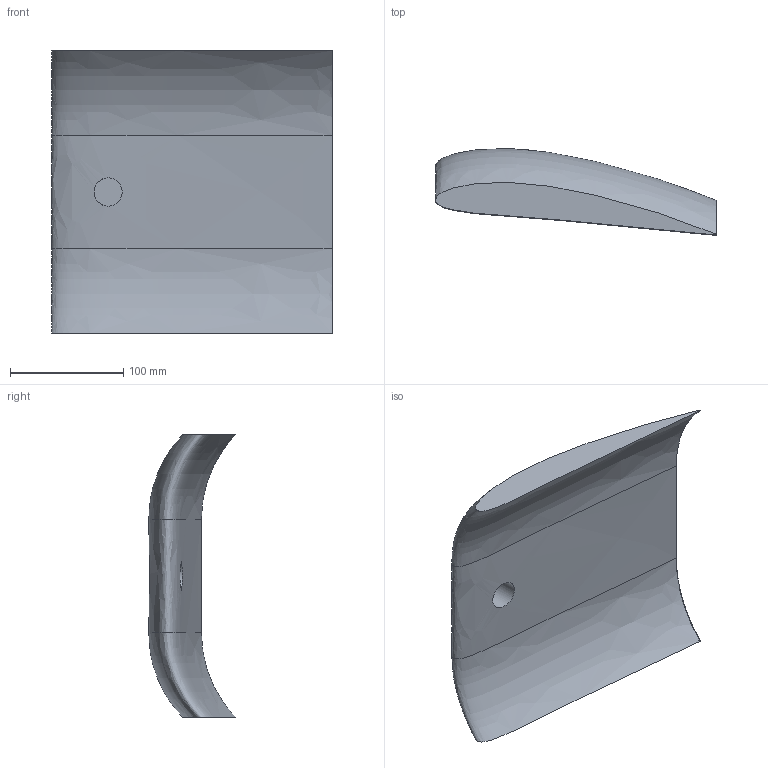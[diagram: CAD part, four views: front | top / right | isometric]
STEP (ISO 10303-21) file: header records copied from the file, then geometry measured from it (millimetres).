
FILE_DESCRIPTION(/* description */ (''),/* implementation_level */ '2;1');
FILE_NAME(/* name */ 'Wing_forcfd3 v8.step',/* time_stamp */ '2025-04-01T18:29:05-06:00',/* author */ (''),/* organization */ (''),/* preprocessor_version */ 'ST-DEVELOPER v20',/* originating_system */ 'Autodesk Translation Framework v13.20.0.188',/* authorisation */ '');
FILE_SCHEMA (('AUTOMOTIVE_DESIGN { 1 0 10303 214 3 1 1 }'));
Length unit declared in the file: millimetre
Products named in the file (1): Wing_forcfd3
Bounding box: 248.39 x 76.55 x 250 mm (x, y, z)
Volume: 1218780.4 mm3; surface area: 147859.7 mm2
Topology: 1 solids, 1 shells, 10 faces, 18 edges, 11 vertices
Faces by surface type: bspline 5, plane 3, cylinder 2
Full cylindrical faces by diameter (mm): 25 x1
Entity records: 2423 total; most frequent: CARTESIAN_POINT 2219, ORIENTED_EDGE 36, DIRECTION 33, EDGE_CURVE 18, AXIS2_PLACEMENT_3D 15, EDGE_LOOP 11, VERTEX_POINT 11, FACE_OUTER_BOUND 10
